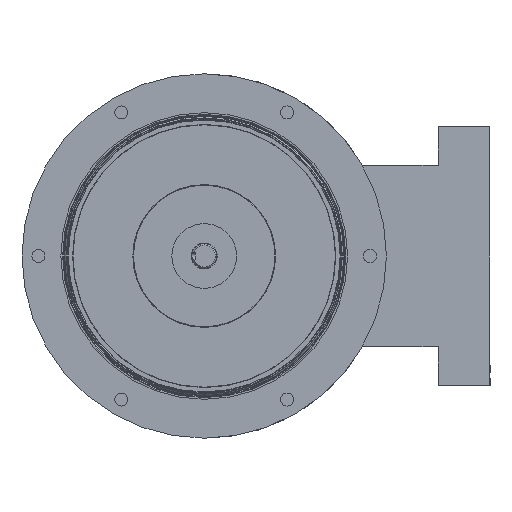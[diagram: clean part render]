
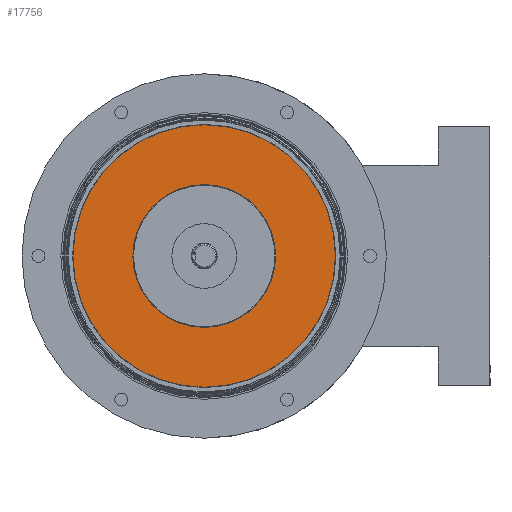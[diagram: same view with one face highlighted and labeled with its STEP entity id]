
A CAD part, left-side view. The second image highlights one B-rep face of the part: STEP entity #17756.
In plain terms, the highlighted planar face has unit normal (-1, 0, 0).
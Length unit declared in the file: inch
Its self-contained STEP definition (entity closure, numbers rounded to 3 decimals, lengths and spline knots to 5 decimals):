
#254 = AXIS2_PLACEMENT_3D ( 'NONE', #12354, #18224, #12546 ) ;
#313 = FACE_OUTER_BOUND ( 'NONE', #5946, .T. ) ;
#466 = EDGE_CURVE ( 'NONE', #2724, #13698, #11667, .T. ) ;
#1192 = CARTESIAN_POINT ( 'NONE',  ( 6.47301, 0., -1.995 ) ) ;
#1858 = DIRECTION ( 'NONE',  ( 0., 0., 1. ) ) ;
#2724 = VERTEX_POINT ( 'NONE', #14720 ) ;
#3320 = FACE_BOUND ( 'NONE', #17027, .T. ) ;
#3462 = AXIS2_PLACEMENT_3D ( 'NONE', #15208, #12228, #11062 ) ;
#5169 = DIRECTION ( 'NONE',  ( 1., 0., 0. ) ) ;
#5328 = CARTESIAN_POINT ( 'NONE',  ( 6.47301, 0., 0. ) ) ;
#5354 = EDGE_CURVE ( 'NONE', #12762, #6727, #8438, .T. ) ;
#5946 = EDGE_LOOP ( 'NONE', ( #18553, #17987 ) ) ;
#6082 = EDGE_CURVE ( 'NONE', #13698, #2724, #18372, .T. ) ;
#6396 = AXIS2_PLACEMENT_3D ( 'NONE', #10502, #15119, #1858 ) ;
#6727 = VERTEX_POINT ( 'NONE', #1192 ) ;
#6885 = DIRECTION ( 'NONE',  ( 1., 0., 0. ) ) ;
#6889 = CARTESIAN_POINT ( 'NONE',  ( 6.47301, 0., 1.085 ) ) ;
#8438 = CIRCLE ( 'NONE', #3462, 1.995 ) ;
#8635 = CIRCLE ( 'NONE', #254, 1.995 ) ;
#9545 = DIRECTION ( 'NONE',  ( 0., 0., 1. ) ) ;
#10502 = CARTESIAN_POINT ( 'NONE',  ( 6.47301, 0., 0. ) ) ;
#11032 = AXIS2_PLACEMENT_3D ( 'NONE', #5328, #6885, #18650 ) ;
#11062 = DIRECTION ( 'NONE',  ( 0., 0., 1. ) ) ;
#11192 = CARTESIAN_POINT ( 'NONE',  ( 6.47301, 0., 0. ) ) ;
#11667 = CIRCLE ( 'NONE', #11032, 1.085 ) ;
#12228 = DIRECTION ( 'NONE',  ( -1., 0., 0. ) ) ;
#12354 = CARTESIAN_POINT ( 'NONE',  ( 6.47301, 0., 0. ) ) ;
#12546 = DIRECTION ( 'NONE',  ( 0., 0., 1. ) ) ;
#12762 = VERTEX_POINT ( 'NONE', #18313 ) ;
#13698 = VERTEX_POINT ( 'NONE', #6889 ) ;
#14720 = CARTESIAN_POINT ( 'NONE',  ( 6.47301, 0., -1.085 ) ) ;
#15119 = DIRECTION ( 'NONE',  ( -1., 0., 0. ) ) ;
#15208 = CARTESIAN_POINT ( 'NONE',  ( 6.47301, 0., 0. ) ) ;
#16471 = PLANE ( 'NONE',  #6396 ) ;
#16718 = ORIENTED_EDGE ( 'NONE', *, *, #466, .T. ) ;
#17027 = EDGE_LOOP ( 'NONE', ( #18398, #16718 ) ) ;
#17459 = AXIS2_PLACEMENT_3D ( 'NONE', #11192, #5169, #9545 ) ;
#17756 = ADVANCED_FACE ( 'NONE', ( #3320, #313 ), #16471, .T. ) ;
#17987 = ORIENTED_EDGE ( 'NONE', *, *, #19022, .T. ) ;
#18224 = DIRECTION ( 'NONE',  ( -1., 0., 0. ) ) ;
#18313 = CARTESIAN_POINT ( 'NONE',  ( 6.47301, 0., 1.995 ) ) ;
#18372 = CIRCLE ( 'NONE', #17459, 1.085 ) ;
#18398 = ORIENTED_EDGE ( 'NONE', *, *, #6082, .T. ) ;
#18553 = ORIENTED_EDGE ( 'NONE', *, *, #5354, .T. ) ;
#18650 = DIRECTION ( 'NONE',  ( 0., 0., 1. ) ) ;
#19022 = EDGE_CURVE ( 'NONE', #6727, #12762, #8635, .T. ) ;
